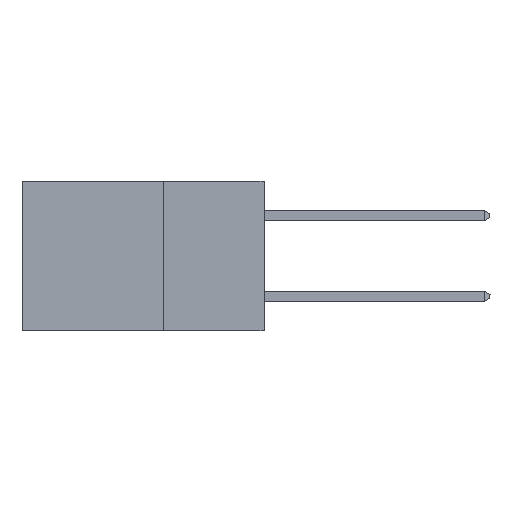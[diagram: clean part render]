
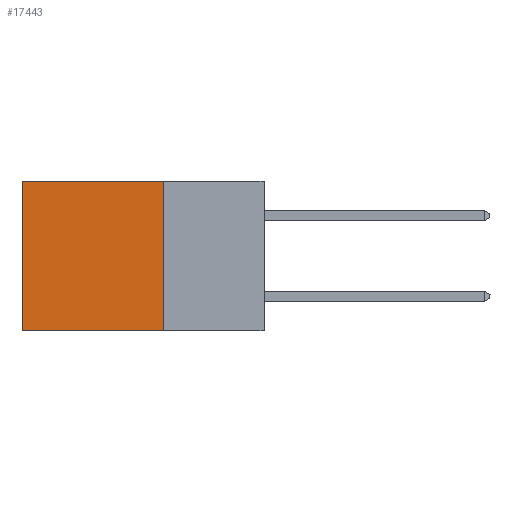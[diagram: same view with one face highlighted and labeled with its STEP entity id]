
A CAD part, left-side view. The second image highlights one B-rep face of the part: STEP entity #17443.
In plain terms, the highlighted planar face has unit normal (-1, 0, 0).
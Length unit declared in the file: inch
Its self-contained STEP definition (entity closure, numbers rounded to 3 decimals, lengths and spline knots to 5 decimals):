
#1760 = CARTESIAN_POINT ( 'NONE',  ( 0.298, 0.6, 0. ) ) ;
#2955 = DIRECTION ( 'NONE',  ( 1., 0., 0. ) ) ;
#3251 = VECTOR ( 'NONE', #4488, 39.37008 ) ;
#3564 = LINE ( 'NONE', #7948, #4339 ) ;
#4339 = VECTOR ( 'NONE', #5652, 39.37008 ) ;
#4488 = DIRECTION ( 'NONE',  ( 0., 1., 0. ) ) ;
#5652 = DIRECTION ( 'NONE',  ( 0., 1., 0. ) ) ;
#6696 = CARTESIAN_POINT ( 'NONE',  ( 0.298, 0.25, -0.37 ) ) ;
#6916 = CARTESIAN_POINT ( 'NONE',  ( 0.298, 0.25, 0. ) ) ;
#7823 = CARTESIAN_POINT ( 'NONE',  ( 0.298, 0.25, 0. ) ) ;
#7948 = CARTESIAN_POINT ( 'NONE',  ( 0.298, 0.25, 0. ) ) ;
#8514 = VERTEX_POINT ( 'NONE', #19768 ) ;
#9507 = DIRECTION ( 'NONE',  ( 0., 0., -1. ) ) ;
#9547 = EDGE_CURVE ( 'NONE', #20734, #11323, #13825, .T. ) ;
#10302 = ORIENTED_EDGE ( 'NONE', *, *, #20327, .F. ) ;
#11323 = VERTEX_POINT ( 'NONE', #12555 ) ;
#12073 = EDGE_CURVE ( 'NONE', #8514, #16471, #3564, .T. ) ;
#12555 = CARTESIAN_POINT ( 'NONE',  ( 0.298, 0.6, -0.37 ) ) ;
#13452 = LINE ( 'NONE', #26386, #27730 ) ;
#13825 = LINE ( 'NONE', #6696, #3251 ) ;
#16471 = VERTEX_POINT ( 'NONE', #1760 ) ;
#16989 = DIRECTION ( 'NONE',  ( 0., 0., -1. ) ) ;
#17096 = PLANE ( 'NONE',  #27085 ) ;
#17443 = ADVANCED_FACE ( 'NONE', ( #26150 ), #17096, .F. ) ;
#19080 = ORIENTED_EDGE ( 'NONE', *, *, #12073, .T. ) ;
#19768 = CARTESIAN_POINT ( 'NONE',  ( 0.298, 0.25, 0. ) ) ;
#20004 = ORIENTED_EDGE ( 'NONE', *, *, #21525, .T. ) ;
#20327 = EDGE_CURVE ( 'NONE', #8514, #20734, #25570, .T. ) ;
#20734 = VERTEX_POINT ( 'NONE', #23408 ) ;
#21525 = EDGE_CURVE ( 'NONE', #16471, #11323, #13452, .T. ) ;
#23408 = CARTESIAN_POINT ( 'NONE',  ( 0.298, 0.25, -0.37 ) ) ;
#23926 = ORIENTED_EDGE ( 'NONE', *, *, #9547, .F. ) ;
#25375 = EDGE_LOOP ( 'NONE', ( #20004, #23926, #10302, #19080 ) ) ;
#25570 = LINE ( 'NONE', #6916, #29684 ) ;
#26150 = FACE_OUTER_BOUND ( 'NONE', #25375, .T. ) ;
#26257 = DIRECTION ( 'NONE',  ( 0., 0., -1. ) ) ;
#26386 = CARTESIAN_POINT ( 'NONE',  ( 0.298, 0.6, 0. ) ) ;
#27085 = AXIS2_PLACEMENT_3D ( 'NONE', #7823, #2955, #16989 ) ;
#27730 = VECTOR ( 'NONE', #9507, 39.37008 ) ;
#29684 = VECTOR ( 'NONE', #26257, 39.37008 ) ;
